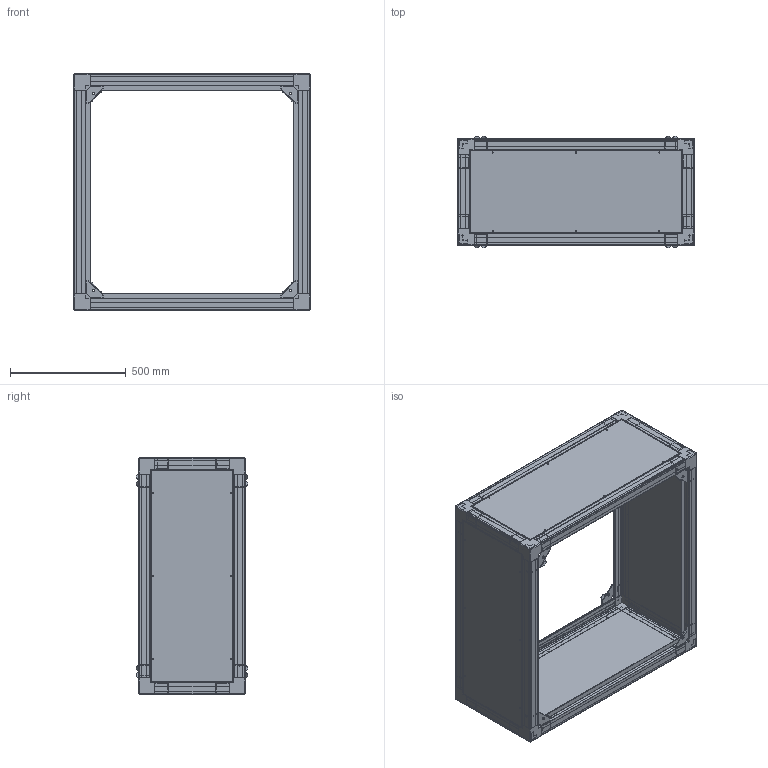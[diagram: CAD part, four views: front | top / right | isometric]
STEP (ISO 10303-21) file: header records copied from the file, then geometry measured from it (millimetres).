
FILE_DESCRIPTION (( 'STEP AP203' ), '1' );
FILE_NAME ('14030_Leergehäuse_G1_460.STEP', '2025-07-09T10:36:07', ( '' ), ( '' ), 'SwSTEP 2.0', 'SolidWorks 2019', '' );
FILE_SCHEMA (( 'CONFIG_CONTROL_DESIGN' ));
Products named in the file (1): 14030_Leergehäuse_G1_460
Bounding box: 1020 x 481.92 x 1020 mm (x, y, z)
Volume: 8362843.8 mm3; surface area: 11212282.1 mm2
Topology: 38 solids, 38 shells, 3488 faces, 8847 edges, 5444 vertices
Faces by surface type: plane 1904, cylinder 1318, sphere 170, bspline 96
Entity records: 110497 total; most frequent: CARTESIAN_POINT 28911, ORIENTED_EDGE 17596, DIRECTION 15976, EDGE_CURVE 8798, VECTOR 6122, LINE 6122, VERTEX_POINT 5436, AXIS2_PLACEMENT_3D 4927
